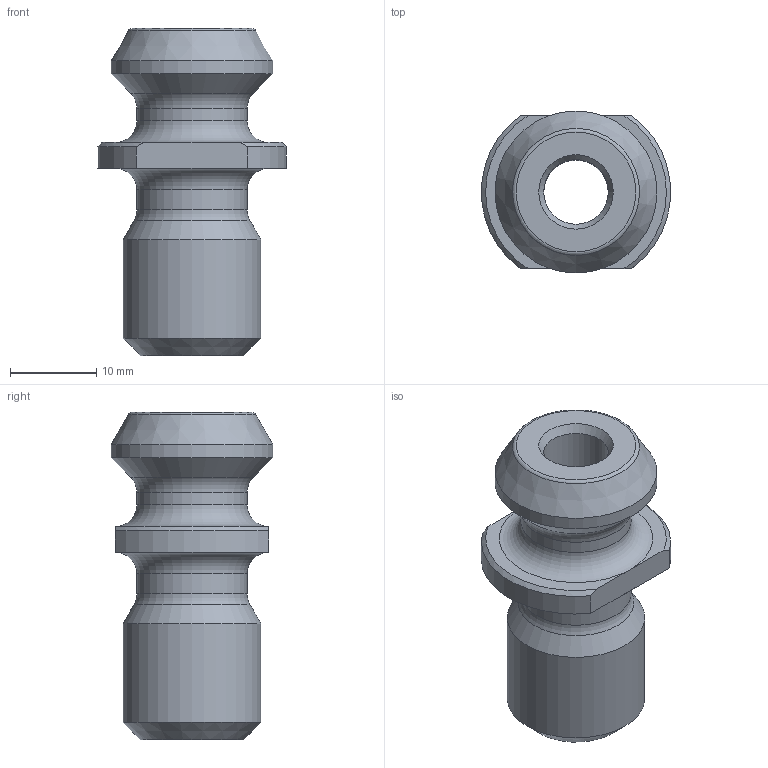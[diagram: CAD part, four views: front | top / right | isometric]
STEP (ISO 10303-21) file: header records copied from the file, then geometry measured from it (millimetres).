
FILE_DESCRIPTION(/* description */ (''),/* implementation_level */ '2;1');
FILE_NAME(/* name */ '1498482182251.stp',/* time_stamp */ '2017-06-26T15:03:06+02:00',/* author */ (''),/* organization */ ('SMS'),/* preprocessor_version */ 'ST-DEVELOPER v15',/* originating_system */ 'SIEMENS PLM Software NX 8.5',/* authorisation */ '');
FILE_SCHEMA (('AUTOMOTIVE_DESIGN { 1 0 10303 214 3 1 1 1 }'));
Length unit declared in the file: millimetre
Products named in the file (1): 201121170MOD000_00
Bounding box: 21.92 x 18.8 x 38 mm (x, y, z)
Volume: 5708.5 mm3; surface area: 3390.8 mm2
Topology: 1 solids, 1 shells, 28 faces, 63 edges, 37 vertices
Faces by surface type: plane 8, cone 8, cylinder 7, torus 5
Full cylindrical faces by diameter (mm): 7.5 x1, 12.8 x2, 16 x1, 18.8 x1
Entity records: 718 total; most frequent: DIRECTION 130, CARTESIAN_POINT 120, ORIENTED_EDGE 86, AXIS2_PLACEMENT_3D 59, EDGE_LOOP 46, EDGE_CURVE 43, FACE_BOUND 36, VERTEX_POINT 33
